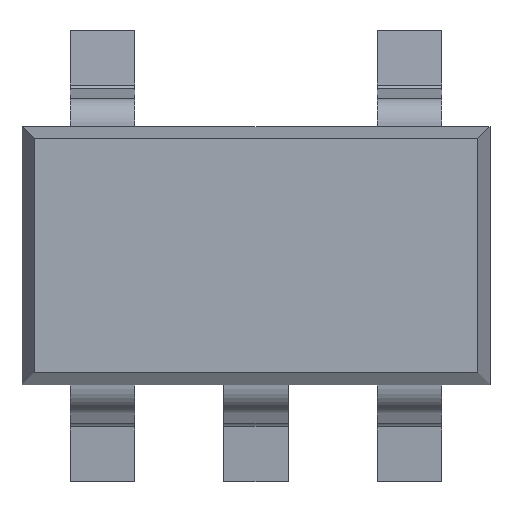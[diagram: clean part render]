
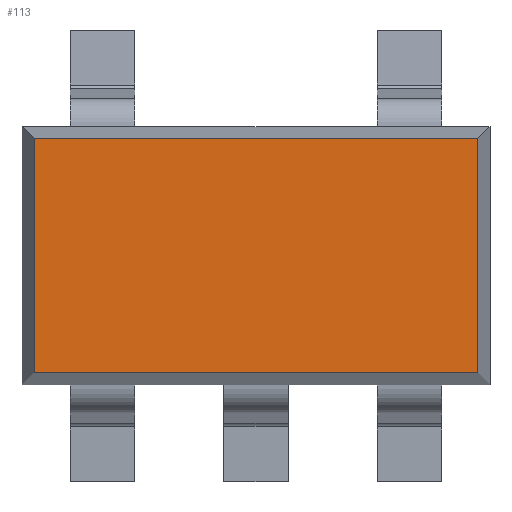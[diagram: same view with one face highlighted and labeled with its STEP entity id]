
A CAD part, top view. The second image highlights one B-rep face of the part: STEP entity #113.
In plain terms, the highlighted planar face has unit normal (0, 0, 1).
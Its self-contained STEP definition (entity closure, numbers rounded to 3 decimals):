
#113 = ADVANCED_FACE( '', ( #278 ), #279, .T. );
#278 = FACE_OUTER_BOUND( '', #492, .T. );
#279 = PLANE( '', #493 );
#492 = EDGE_LOOP( '', ( #768, #769, #770, #771 ) );
#493 = AXIS2_PLACEMENT_3D( '', #772, #773, #774 );
#768 = ORIENTED_EDGE( '', *, *, #1377, .T. );
#769 = ORIENTED_EDGE( '', *, *, #1378, .T. );
#770 = ORIENTED_EDGE( '', *, *, #1379, .T. );
#771 = ORIENTED_EDGE( '', *, *, #1314, .T. );
#772 = CARTESIAN_POINT( '', ( -1.45, -0.8, 0.46 ) );
#773 = DIRECTION( '', ( 0., 0., 1. ) );
#774 = DIRECTION( '', ( 1., 0., 0. ) );
#1314 = EDGE_CURVE( '', #1569, #1567, #1570, .F. );
#1377 = EDGE_CURVE( '', #1567, #1681, #1682, .F. );
#1378 = EDGE_CURVE( '', #1681, #1683, #1684, .F. );
#1379 = EDGE_CURVE( '', #1683, #1569, #1685, .F. );
#1567 = VERTEX_POINT( '', #1936 );
#1569 = VERTEX_POINT( '', #1939 );
#1570 = LINE( '', #1940, #1941 );
#1681 = VERTEX_POINT( '', #2089 );
#1682 = LINE( '', #2090, #2091 );
#1683 = VERTEX_POINT( '', #2092 );
#1684 = LINE( '', #2093, #2094 );
#1685 = LINE( '', #2095, #2096 );
#1936 = CARTESIAN_POINT( '', ( -1.375, 0.725, 0.46 ) );
#1939 = CARTESIAN_POINT( '', ( 1.375, 0.725, 0.46 ) );
#1940 = CARTESIAN_POINT( '', ( 0., 0.725, 0.46 ) );
#1941 = VECTOR( '', #2444, 1000. );
#2089 = CARTESIAN_POINT( '', ( -1.375, -0.725, 0.46 ) );
#2090 = CARTESIAN_POINT( '', ( -1.375, 0., 0.46 ) );
#2091 = VECTOR( '', #2527, 1000. );
#2092 = CARTESIAN_POINT( '', ( 1.375, -0.725, 0.46 ) );
#2093 = CARTESIAN_POINT( '', ( 0., -0.725, 0.46 ) );
#2094 = VECTOR( '', #2528, 1000. );
#2095 = CARTESIAN_POINT( '', ( 1.375, 0., 0.46 ) );
#2096 = VECTOR( '', #2529, 1000. );
#2444 = DIRECTION( '', ( 1., 0., 0. ) );
#2527 = DIRECTION( '', ( 0., 1., 0. ) );
#2528 = DIRECTION( '', ( -1., 0., 0. ) );
#2529 = DIRECTION( '', ( 0., -1., 0. ) );
